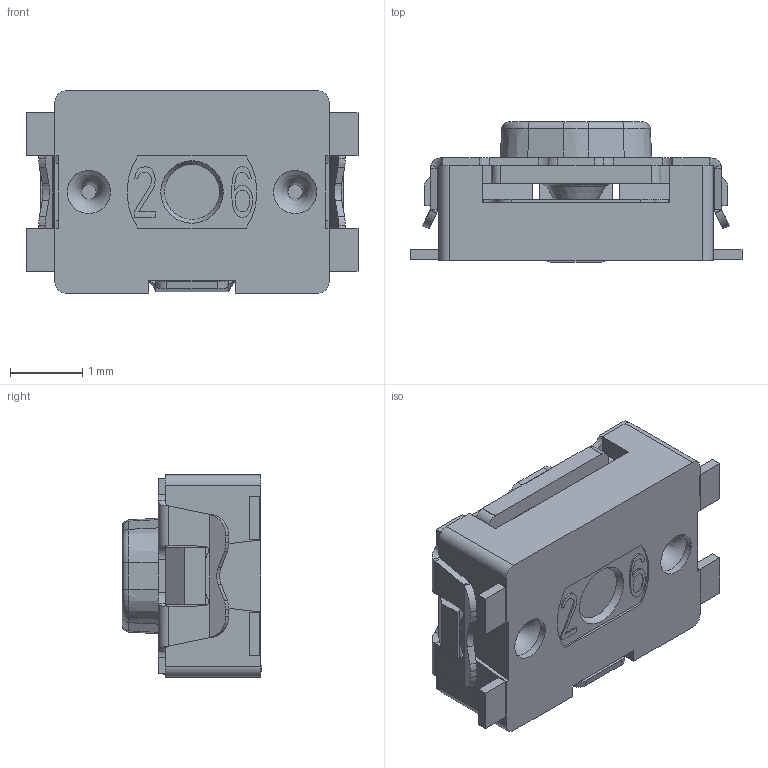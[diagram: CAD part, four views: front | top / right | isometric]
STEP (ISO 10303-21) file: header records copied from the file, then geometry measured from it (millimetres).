
FILE_DESCRIPTION(/* description */ (''),/* implementation_level */ '2;1');
FILE_NAME(/* name */ 'KMR211GLFS.step',/* time_stamp */ '2021-04-04T19:02:46-04:00',/* author */ (''),/* organization */ (''),/* preprocessor_version */ 'ST-DEVELOPER v18.1',/* originating_system */ 'Autodesk Translation Framework v9.10.0.1330',/* authorisation */ '');
FILE_SCHEMA (('AUTOMOTIVE_DESIGN { 1 0 10303 214 3 1 1 }'));
Length unit declared in the file: metre
Products named in the file (1): KMR211GLFS
Bounding box: 4.6 x 1.94 x 2.8 mm (x, y, z)
Volume: 14 mm3; surface area: 78.2 mm2
Topology: 1 solids, 1 shells, 381 faces, 1069 edges, 692 vertices
Faces by surface type: plane 258, cylinder 88, bspline 18, torus 9, cone 8
Full cylindrical faces by diameter (mm): 0.6 x2
Entity records: 13720 total; most frequent: CARTESIAN_POINT 3683, ORIENTED_EDGE 2130, DIRECTION 1928, EDGE_CURVE 1065, LINE 830, VECTOR 830, VERTEX_POINT 692, AXIS2_PLACEMENT_3D 549
